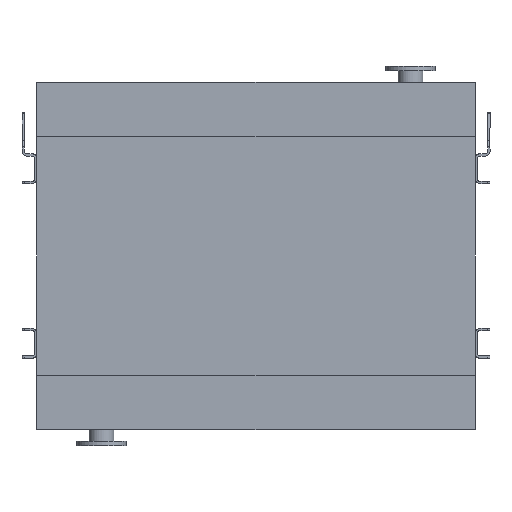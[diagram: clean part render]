
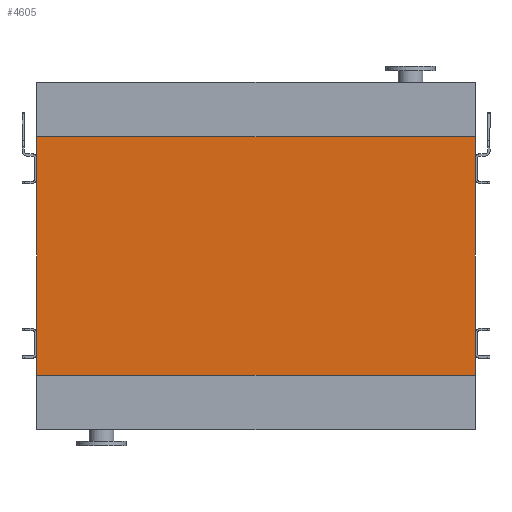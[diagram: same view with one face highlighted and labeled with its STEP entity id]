
A CAD part, front view. The second image highlights one B-rep face of the part: STEP entity #4605.
In plain terms, the highlighted planar face has unit normal (0, -1, 0).
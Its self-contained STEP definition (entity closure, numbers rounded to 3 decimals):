
#382 = ORIENTED_EDGE ( 'NONE', *, *, #7090, .T. ) ;
#521 = LINE ( 'NONE', #11428, #9202 ) ;
#958 = ORIENTED_EDGE ( 'NONE', *, *, #2445, .F. ) ;
#1277 = VECTOR ( 'NONE', #13226, 1000. ) ;
#1881 = CARTESIAN_POINT ( 'NONE',  ( -965., 0., -1050. ) ) ;
#1934 = DIRECTION ( 'NONE',  ( 1., 0., 0. ) ) ;
#2100 = LINE ( 'NONE', #10531, #4522 ) ;
#2445 = EDGE_CURVE ( 'NONE', #4321, #12203, #521, .T. ) ;
#2646 = CARTESIAN_POINT ( 'NONE',  ( 965., 0., 0. ) ) ;
#2683 = CARTESIAN_POINT ( 'NONE',  ( 965., 0., -1050. ) ) ;
#3124 = ORIENTED_EDGE ( 'NONE', *, *, #10421, .F. ) ;
#3386 = VECTOR ( 'NONE', #1934, 1000. ) ;
#3850 = FACE_OUTER_BOUND ( 'NONE', #6090, .T. ) ;
#4321 = VERTEX_POINT ( 'NONE', #11226 ) ;
#4522 = VECTOR ( 'NONE', #11711, 1000. ) ;
#4605 = ADVANCED_FACE ( 'NONE', ( #3850 ), #5864, .T. ) ;
#5864 = PLANE ( 'NONE',  #10578 ) ;
#6090 = EDGE_LOOP ( 'NONE', ( #3124, #958, #12272, #382 ) ) ;
#6361 = CARTESIAN_POINT ( 'NONE',  ( 965., 0., -1050. ) ) ;
#6988 = CARTESIAN_POINT ( 'NONE',  ( -965., 0., -1050. ) ) ;
#7037 = DIRECTION ( 'NONE',  ( 0., 0., -1. ) ) ;
#7090 = EDGE_CURVE ( 'NONE', #12777, #10004, #11380, .T. ) ;
#9146 = DIRECTION ( 'NONE',  ( 0., 0., 1. ) ) ;
#9202 = VECTOR ( 'NONE', #9146, 1000. ) ;
#9987 = LINE ( 'NONE', #1881, #3386 ) ;
#10004 = VERTEX_POINT ( 'NONE', #2646 ) ;
#10421 = EDGE_CURVE ( 'NONE', #12203, #10004, #2100, .T. ) ;
#10531 = CARTESIAN_POINT ( 'NONE',  ( -965., 0., 0. ) ) ;
#10578 = AXIS2_PLACEMENT_3D ( 'NONE', #6988, #14081, #7037 ) ;
#10778 = CARTESIAN_POINT ( 'NONE',  ( -965., 0., 0. ) ) ;
#11226 = CARTESIAN_POINT ( 'NONE',  ( -965., 0., -1050. ) ) ;
#11380 = LINE ( 'NONE', #2683, #1277 ) ;
#11428 = CARTESIAN_POINT ( 'NONE',  ( -965., 0., -1050. ) ) ;
#11711 = DIRECTION ( 'NONE',  ( 1., 0., 0. ) ) ;
#12203 = VERTEX_POINT ( 'NONE', #10778 ) ;
#12272 = ORIENTED_EDGE ( 'NONE', *, *, #12489, .T. ) ;
#12489 = EDGE_CURVE ( 'NONE', #4321, #12777, #9987, .T. ) ;
#12777 = VERTEX_POINT ( 'NONE', #6361 ) ;
#13226 = DIRECTION ( 'NONE',  ( 0., 0., 1. ) ) ;
#14081 = DIRECTION ( 'NONE',  ( 0., -1., 0. ) ) ;
